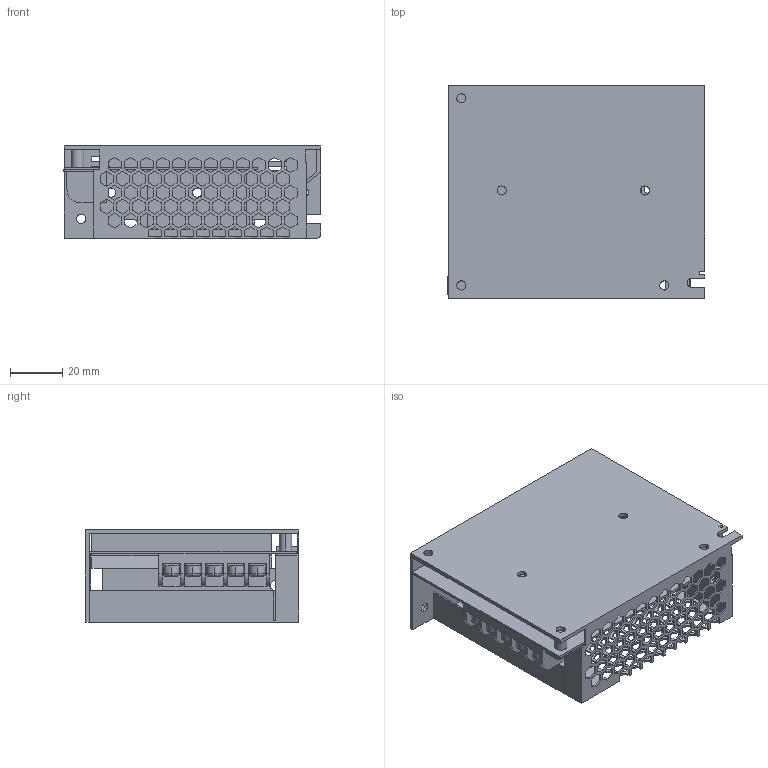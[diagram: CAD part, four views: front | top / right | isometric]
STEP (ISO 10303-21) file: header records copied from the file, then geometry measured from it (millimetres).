
FILE_DESCRIPTION (( 'STEP AP214' ), '1' );
FILE_NAME ('F6035SET-8.25-5P-V1.0.STEP', '2025-05-12T04:24:48', ( '' ), ( '' ), 'SwSTEP 2.0', 'SolidWorks 2020', '' );
FILE_SCHEMA (( 'AUTOMOTIVE_DESIGN' ));
Length unit declared in the file: millimetre
Products named in the file (1): F6035SET-8.25-5P-V1.0
Bounding box: 98.9 x 81.9 x 35.4 mm (x, y, z)
Volume: 36462.3 mm3; surface area: 58406.7 mm2
Topology: 1 solids, 1 shells, 1473 faces, 4400 edges, 2916 vertices
Faces by surface type: plane 1408, cylinder 51, torus 14
Entity records: 49567 total; most frequent: CARTESIAN_POINT 8946, ORIENTED_EDGE 8800, DIRECTION 7469, EDGE_CURVE 4400, VECTOR 4215, LINE 4215, VERTEX_POINT 2916, EDGE_LOOP 1906
